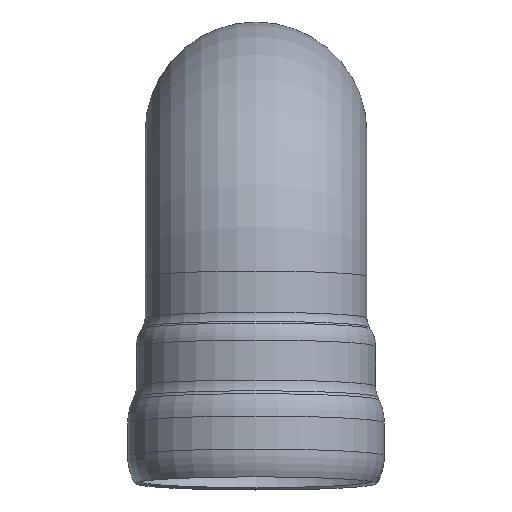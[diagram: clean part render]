
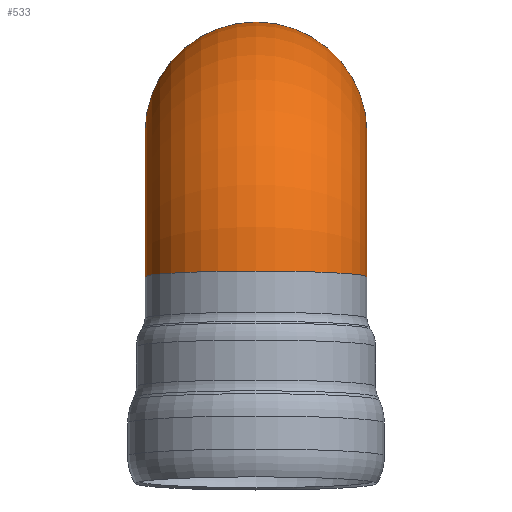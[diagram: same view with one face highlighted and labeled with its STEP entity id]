
A CAD part, top view. The second image highlights one B-rep face of the part: STEP entity #533.
In plain terms, the highlighted toroidal (fillet/blend) face has major radius 700 mm and minor radius 510 mm.
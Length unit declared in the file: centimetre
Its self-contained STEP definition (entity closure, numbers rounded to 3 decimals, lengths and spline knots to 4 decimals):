
#29=TOROIDAL_SURFACE('',#630,70.,51.);
#113=FACE_OUTER_BOUND('',#145,.T.);
#145=EDGE_LOOP('',(#497,#498,#499,#500,#501));
#185=CIRCLE('',#596,51.);
#186=CIRCLE('',#597,51.);
#206=CIRCLE('',#626,51.);
#209=CIRCLE('',#631,19.);
#244=VERTEX_POINT('',#948);
#245=VERTEX_POINT('',#950);
#260=VERTEX_POINT('',#999);
#313=EDGE_CURVE('',#244,#245,#185,.T.);
#314=EDGE_CURVE('',#245,#244,#186,.T.);
#338=EDGE_CURVE('',#260,#260,#206,.T.);
#341=EDGE_CURVE('',#245,#260,#209,.T.);
#497=ORIENTED_EDGE('',*,*,#314,.F.);
#498=ORIENTED_EDGE('',*,*,#341,.T.);
#499=ORIENTED_EDGE('',*,*,#338,.T.);
#500=ORIENTED_EDGE('',*,*,#341,.F.);
#501=ORIENTED_EDGE('',*,*,#313,.F.);
#533=ADVANCED_FACE('',(#113),#29,.T.);
#596=AXIS2_PLACEMENT_3D('',#951,#765,#766);
#597=AXIS2_PLACEMENT_3D('',#952,#767,#768);
#626=AXIS2_PLACEMENT_3D('',#1000,#829,#830);
#630=AXIS2_PLACEMENT_3D('',#1005,#837,#838);
#631=AXIS2_PLACEMENT_3D('',#1006,#839,#840);
#765=DIRECTION('center_axis',(0.,-0.999,
0.052));
#766=DIRECTION('ref_axis',(0.,0.052,0.999));
#767=DIRECTION('center_axis',(0.,-0.999,
0.052));
#768=DIRECTION('ref_axis',(0.,0.052,0.999));
#829=DIRECTION('center_axis',(0.,0.,
1.));
#830=DIRECTION('ref_axis',(0.,1.,0.));
#837=DIRECTION('center_axis',(1.,0.,0.));
#838=DIRECTION('ref_axis',(0.,1.,0.));
#839=DIRECTION('center_axis',(-1.,0.,0.));
#840=DIRECTION('ref_axis',(0.,1.,0.));
#948=CARTESIAN_POINT('',(-220.6202,497.6128,161.0354));
#950=CARTESIAN_POINT('',(-220.6202,492.2746,59.1752));
#951=CARTESIAN_POINT('Origin',(-220.6202,494.9437,110.1053));
#952=CARTESIAN_POINT('Origin',(-220.6202,494.9437,110.1053));
#999=CARTESIAN_POINT('',(-220.6202,510.2802,40.2013));
#1000=CARTESIAN_POINT('Origin',(-220.6202,561.2802,40.2013));
#1005=CARTESIAN_POINT('Origin',(-220.6202,491.2802,40.2013));
#1006=CARTESIAN_POINT('Origin',(-220.6202,491.2802,40.2013));
